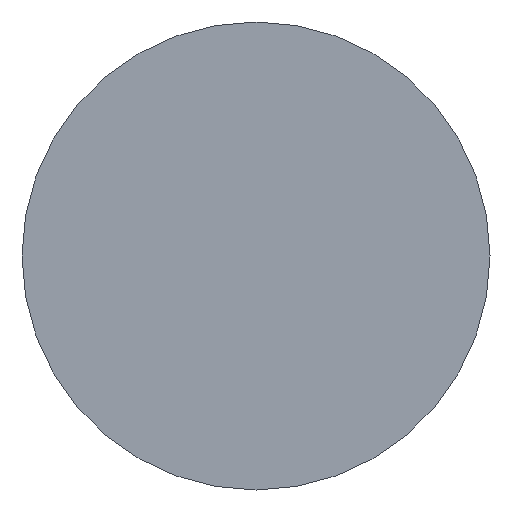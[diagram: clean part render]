
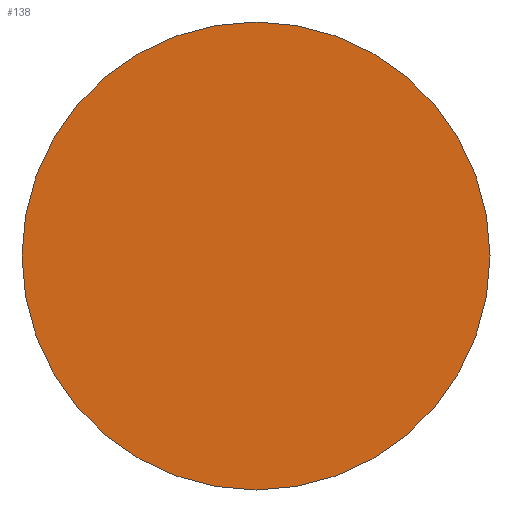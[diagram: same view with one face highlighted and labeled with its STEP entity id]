
A CAD part, left-side view. The second image highlights one B-rep face of the part: STEP entity #138.
In plain terms, the highlighted planar face has unit normal (-1, 0, 0).
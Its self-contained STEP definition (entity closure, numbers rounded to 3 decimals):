
#22 = DIRECTION ( 'NONE',  ( 1., 0., 0. ) ) ;
#41 = EDGE_CURVE ( 'NONE', #73, #533, #353, .T. ) ;
#44 = FACE_OUTER_BOUND ( 'NONE', #105, .T. ) ;
#47 = ORIENTED_EDGE ( 'NONE', *, *, #292, .F. ) ;
#57 = CARTESIAN_POINT ( 'NONE',  ( 0., 0., 0. ) ) ;
#73 = VERTEX_POINT ( 'NONE', #98 ) ;
#98 = CARTESIAN_POINT ( 'NONE',  ( 0., 0.94, 0. ) ) ;
#105 = EDGE_LOOP ( 'NONE', ( #528, #47 ) ) ;
#106 = DIRECTION ( 'NONE',  ( 1., 0., 0. ) ) ;
#138 = ADVANCED_FACE ( 'NONE', ( #44 ), #183, .F. ) ;
#183 = PLANE ( 'NONE',  #504 ) ;
#189 = DIRECTION ( 'NONE',  ( 0., 1., 0. ) ) ;
#192 = DIRECTION ( 'NONE',  ( 0., 1., 0. ) ) ;
#197 = DIRECTION ( 'NONE',  ( 0., 1., 0. ) ) ;
#286 = AXIS2_PLACEMENT_3D ( 'NONE', #453, #106, #189 ) ;
#292 = EDGE_CURVE ( 'NONE', #533, #73, #454, .T. ) ;
#353 = CIRCLE ( 'NONE', #529, 0.94 ) ;
#409 = CARTESIAN_POINT ( 'NONE',  ( 0., 0., 0. ) ) ;
#437 = CARTESIAN_POINT ( 'NONE',  ( 0., -0.94, 0. ) ) ;
#453 = CARTESIAN_POINT ( 'NONE',  ( 0., 0., 0. ) ) ;
#454 = CIRCLE ( 'NONE', #286, 0.94 ) ;
#459 = DIRECTION ( 'NONE',  ( 1., 0., 0. ) ) ;
#504 = AXIS2_PLACEMENT_3D ( 'NONE', #57, #459, #197 ) ;
#528 = ORIENTED_EDGE ( 'NONE', *, *, #41, .F. ) ;
#529 = AXIS2_PLACEMENT_3D ( 'NONE', #409, #22, #192 ) ;
#533 = VERTEX_POINT ( 'NONE', #437 ) ;
